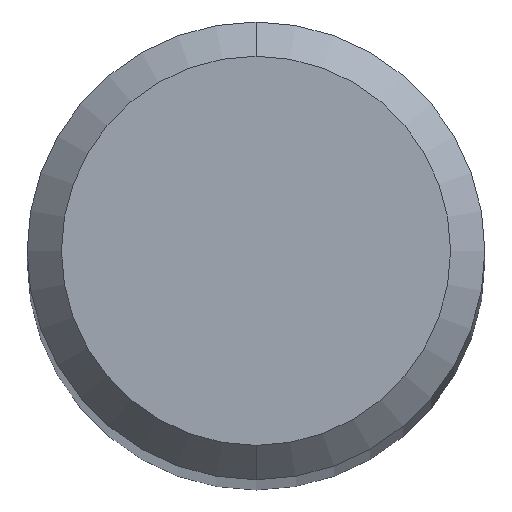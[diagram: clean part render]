
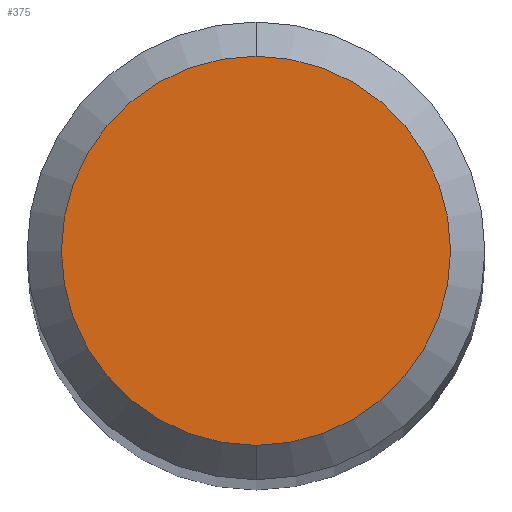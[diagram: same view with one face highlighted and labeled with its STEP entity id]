
A CAD part, top view. The second image highlights one B-rep face of the part: STEP entity #375.
In plain terms, the highlighted planar face has unit normal (0, 0, 1).
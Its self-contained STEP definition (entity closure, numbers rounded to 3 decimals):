
#235=VERTEX_POINT('',#548);
#289=EDGE_CURVE('',#235,#361,#605,.T.);
#335=EDGE_CURVE('',#361,#235,#654,.T.);
#361=VERTEX_POINT('',#682);
#375=ADVANCED_FACE('',(#697),#698,.T.);
#548=CARTESIAN_POINT('',(0.0,1.7,0.0));
#605=CIRCLE('',#1077,1.7);
#654=CIRCLE('',#1170,1.7);
#682=CARTESIAN_POINT('',(0.,-1.7,0.0));
#697=FACE_OUTER_BOUND('',#1242,.T.);
#698=PLANE('',#1243);
#1077=AXIS2_PLACEMENT_3D('',#1557,#1558,#1559);
#1170=AXIS2_PLACEMENT_3D('',#1601,#1602,#1603);
#1242=EDGE_LOOP('',(#1644,#1645));
#1243=AXIS2_PLACEMENT_3D('',#1646,#1647,#1648);
#1557=CARTESIAN_POINT('',(0.0,0.0,0.0));
#1558=DIRECTION('',(0.0,0.0,-1.0));
#1559=DIRECTION('',(0.0,1.0,0.0));
#1601=CARTESIAN_POINT('',(0.0,0.0,0.0));
#1602=DIRECTION('',(0.0,0.0,-1.0));
#1603=DIRECTION('',(0.0,1.0,0.0));
#1644=ORIENTED_EDGE('',*,*,#289,.F.);
#1645=ORIENTED_EDGE('',*,*,#335,.F.);
#1646=CARTESIAN_POINT('',(0.0,0.85,0.0));
#1647=DIRECTION('',(-0.0,0.0,1.0));
#1648=DIRECTION('',(0.0,-1.0,0.0));
